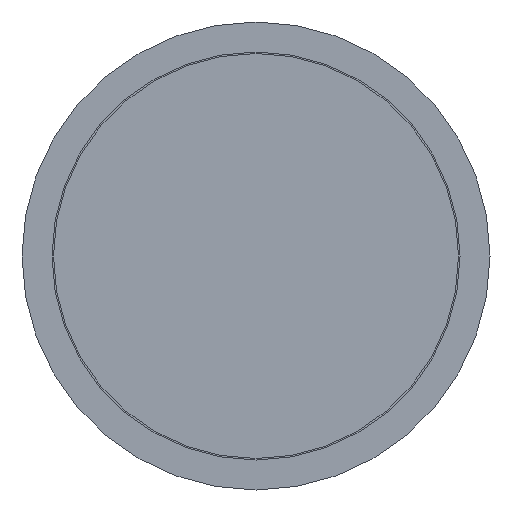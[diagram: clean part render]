
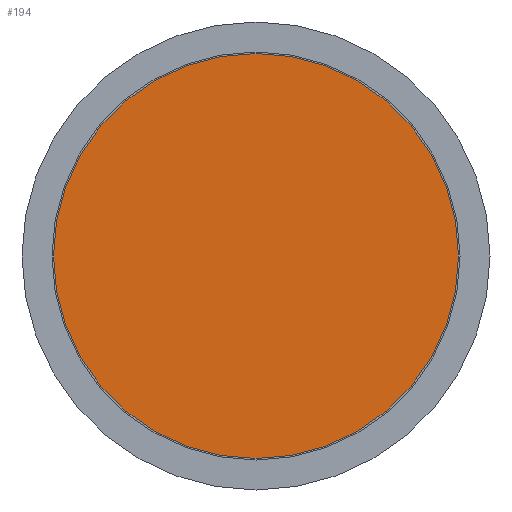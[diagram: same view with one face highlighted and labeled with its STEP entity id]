
A CAD part, front view. The second image highlights one B-rep face of the part: STEP entity #194.
In plain terms, the highlighted planar face has unit normal (0, -1, 0).
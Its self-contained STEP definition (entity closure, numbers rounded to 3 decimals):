
#27 = AXIS2_PLACEMENT_3D ( 'NONE', #288, #290, #213 ) ;
#67 = ORIENTED_EDGE ( 'NONE', *, *, #284, .T. ) ;
#116 = CIRCLE ( 'NONE', #526, 33.75 ) ;
#122 = FACE_OUTER_BOUND ( 'NONE', #440, .T. ) ;
#130 = CARTESIAN_POINT ( 'NONE',  ( 0., 0., 0. ) ) ;
#194 = ADVANCED_FACE ( 'NONE', ( #122 ), #203, .F. ) ;
#203 = PLANE ( 'NONE',  #27 ) ;
#213 = DIRECTION ( 'NONE',  ( 0., 0., 1. ) ) ;
#284 = EDGE_CURVE ( 'NONE', #380, #380, #116, .T. ) ;
#288 = CARTESIAN_POINT ( 'NONE',  ( -33.75, 0., 0. ) ) ;
#289 = CARTESIAN_POINT ( 'NONE',  ( 0., 0., -33.75 ) ) ;
#290 = DIRECTION ( 'NONE',  ( 0., 1., 0. ) ) ;
#305 = DIRECTION ( 'NONE',  ( 0., 0., -1. ) ) ;
#380 = VERTEX_POINT ( 'NONE', #289 ) ;
#440 = EDGE_LOOP ( 'NONE', ( #67 ) ) ;
#482 = DIRECTION ( 'NONE',  ( 0., -1., 0. ) ) ;
#526 = AXIS2_PLACEMENT_3D ( 'NONE', #130, #482, #305 ) ;
